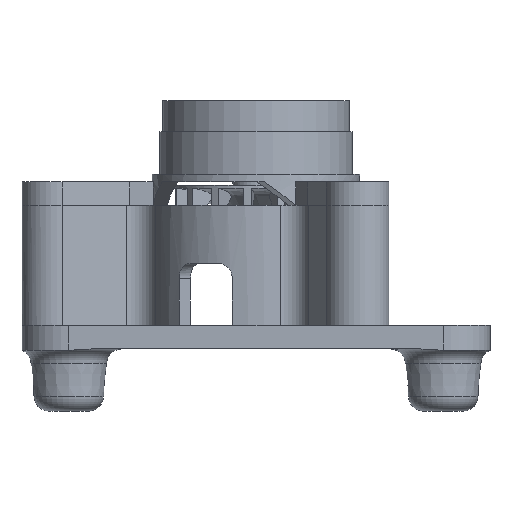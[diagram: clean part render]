
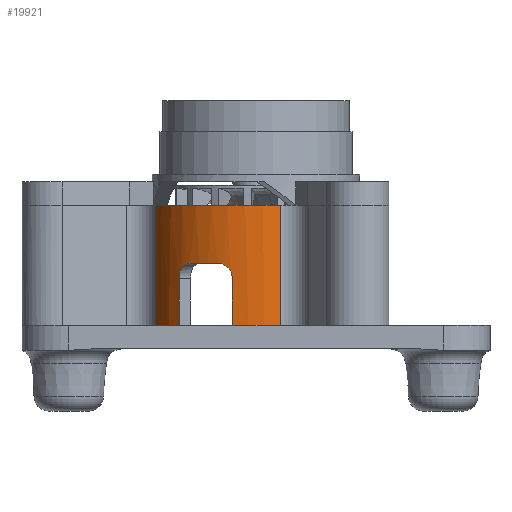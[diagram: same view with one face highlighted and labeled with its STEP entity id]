
A CAD part, left-side view. The second image highlights one B-rep face of the part: STEP entity #19921.
In plain terms, the highlighted cylindrical face has radius 6.75 mm (diameter 13.5 mm), a partial arc.
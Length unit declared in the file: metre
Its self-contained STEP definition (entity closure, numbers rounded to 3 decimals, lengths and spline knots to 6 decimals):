
#1178=LINE('',#37516,#2224);
#1179=LINE('',#37518,#2225);
#1180=LINE('',#37522,#2226);
#1181=LINE('',#37523,#2227);
#2224=VECTOR('',#26281,1.);
#2225=VECTOR('',#26282,1.);
#2226=VECTOR('',#26285,1.);
#2227=VECTOR('',#26286,1.);
#2953=CYLINDRICAL_SURFACE('',#21849,0.00675);
#3743=B_SPLINE_CURVE_WITH_KNOTS('',3,(#37525,#37526,#37527,#37528,#37529),
 .UNSPECIFIED.,.F.,.F.,(4,1,4),(0.,0.5,1.),.UNSPECIFIED.);
#3744=B_SPLINE_CURVE_WITH_KNOTS('',3,(#37533,#37534,#37535,#37536,#37537),
 .UNSPECIFIED.,.F.,.F.,(4,1,4),(0.,0.5,1.),.UNSPECIFIED.);
#8835=ORIENTED_EDGE('',*,*,#12672,.F.);
#8836=ORIENTED_EDGE('',*,*,#12652,.T.);
#8837=ORIENTED_EDGE('',*,*,#12673,.T.);
#8838=ORIENTED_EDGE('',*,*,#12674,.F.);
#8839=ORIENTED_EDGE('',*,*,#12675,.T.);
#8840=ORIENTED_EDGE('',*,*,#12586,.T.);
#8841=ORIENTED_EDGE('',*,*,#12676,.T.);
#8842=ORIENTED_EDGE('',*,*,#12677,.T.);
#8843=ORIENTED_EDGE('',*,*,#12678,.F.);
#8844=ORIENTED_EDGE('',*,*,#12679,.F.);
#12586=EDGE_CURVE('',#14917,#14916,#16344,.T.);
#12652=EDGE_CURVE('',#14982,#14981,#16386,.T.);
#12672=EDGE_CURVE('',#14982,#14991,#1178,.T.);
#12673=EDGE_CURVE('',#14981,#14992,#1179,.F.);
#12674=EDGE_CURVE('',#14993,#14992,#16390,.T.);
#12675=EDGE_CURVE('',#14993,#14917,#1180,.T.);
#12676=EDGE_CURVE('',#14916,#14994,#1181,.T.);
#12677=EDGE_CURVE('',#14994,#14995,#3743,.T.);
#12678=EDGE_CURVE('',#14996,#14995,#16391,.T.);
#12679=EDGE_CURVE('',#14991,#14996,#3744,.T.);
#14916=VERTEX_POINT('',#37338);
#14917=VERTEX_POINT('',#37340);
#14981=VERTEX_POINT('',#37469);
#14982=VERTEX_POINT('',#37471);
#14991=VERTEX_POINT('',#37517);
#14992=VERTEX_POINT('',#37519);
#14993=VERTEX_POINT('',#37521);
#14994=VERTEX_POINT('',#37524);
#14995=VERTEX_POINT('',#37530);
#14996=VERTEX_POINT('',#37532);
#16344=CIRCLE('',#21798,0.00675);
#16386=CIRCLE('',#21840,0.00675);
#16390=CIRCLE('',#21850,0.00675);
#16391=CIRCLE('',#21851,0.00675);
#17476=EDGE_LOOP('',(#8835,#8836,#8837,#8838,#8839,#8840,#8841,#8842,#8843,
#8844));
#18638=FACE_BOUND('',#17476,.T.);
#19921=ADVANCED_FACE('',(#18638),#2953,.T.);
#21798=AXIS2_PLACEMENT_3D('',#37339,#26140,#26141);
#21840=AXIS2_PLACEMENT_3D('',#37470,#26248,#26249);
#21849=AXIS2_PLACEMENT_3D('',#37515,#26279,#26280);
#21850=AXIS2_PLACEMENT_3D('',#37520,#26283,#26284);
#21851=AXIS2_PLACEMENT_3D('',#37531,#26287,#26288);
#26140=DIRECTION('',(0.,0.,1.));
#26141=DIRECTION('',(1.,0.,0.));
#26248=DIRECTION('',(0.,0.,1.));
#26249=DIRECTION('',(1.,0.,0.));
#26279=DIRECTION('',(0.,0.,-1.));
#26280=DIRECTION('',(-1.,0.,0.));
#26281=DIRECTION('',(0.,0.,1.));
#26282=DIRECTION('',(0.,0.,-1.));
#26283=DIRECTION('',(0.,0.,1.));
#26284=DIRECTION('',(1.,0.,0.));
#26285=DIRECTION('',(0.,0.,-1.));
#26286=DIRECTION('',(0.,0.,1.));
#26287=DIRECTION('',(0.,0.,-1.));
#26288=DIRECTION('',(-1.,0.,0.));
#37338=CARTESIAN_POINT('',(-0.004606,0.004935,0.0015));
#37339=CARTESIAN_POINT('',(0.,0.,0.0015));
#37340=CARTESIAN_POINT('',(-0.001927,0.006469,0.0015));
#37469=CARTESIAN_POINT('',(-0.006566,-0.001565,0.0015));
#37470=CARTESIAN_POINT('',(0.,0.,0.0015));
#37471=CARTESIAN_POINT('',(-0.006576,0.001521,0.0015));
#37515=CARTESIAN_POINT('',(0.,0.,0.0015));
#37516=CARTESIAN_POINT('',(-0.006576,0.001521,0.0035));
#37517=CARTESIAN_POINT('',(-0.006576,0.001521,0.0045));
#37518=CARTESIAN_POINT('',(-0.006566,-0.001565,0.0015));
#37519=CARTESIAN_POINT('',(-0.006566,-0.001565,0.0092));
#37520=CARTESIAN_POINT('',(0.,0.,0.0092));
#37521=CARTESIAN_POINT('',(-0.001927,0.006469,0.0092));
#37522=CARTESIAN_POINT('',(-0.001927,0.006469,0.0015));
#37523=CARTESIAN_POINT('',(-0.004606,0.004935,0.0035));
#37524=CARTESIAN_POINT('',(-0.004606,0.004935,0.0045));
#37525=CARTESIAN_POINT('',(-0.004606,0.004935,0.0045));
#37526=CARTESIAN_POINT('',(-0.004606,0.004935,0.004765));
#37527=CARTESIAN_POINT('',(-0.004769,0.004789,0.005282));
#37528=CARTESIAN_POINT('',(-0.005118,0.004409,0.0055));
#37529=CARTESIAN_POINT('',(-0.005283,0.004201,0.0055));
#37530=CARTESIAN_POINT('',(-0.005283,0.004201,0.0055));
#37531=CARTESIAN_POINT('',(0.,0.,0.0055));
#37532=CARTESIAN_POINT('',(-0.00628,0.002475,0.0055));
#37533=CARTESIAN_POINT('',(-0.006576,0.001521,0.0045));
#37534=CARTESIAN_POINT('',(-0.006576,0.001521,0.004765));
#37535=CARTESIAN_POINT('',(-0.006532,0.001735,0.005282));
#37536=CARTESIAN_POINT('',(-0.006377,0.002228,0.0055));
#37537=CARTESIAN_POINT('',(-0.00628,0.002475,0.0055));
